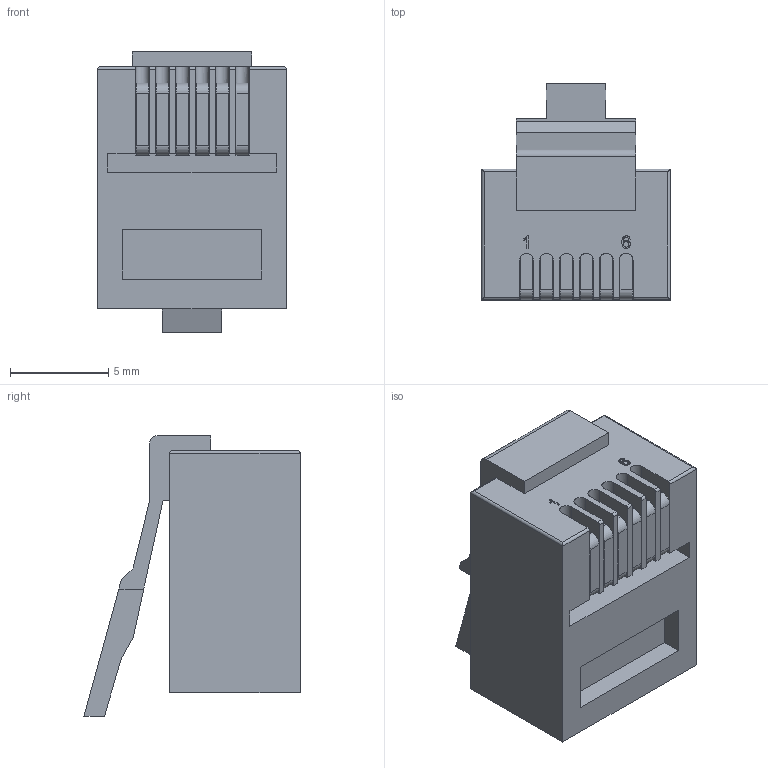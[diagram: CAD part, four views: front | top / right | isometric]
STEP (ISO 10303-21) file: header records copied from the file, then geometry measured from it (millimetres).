
FILE_DESCRIPTION (( 'STEP AP203' ), '1' );
FILE_NAME ('TSP3066.STEP', '2006-06-30T18:56:45', ( ' ' ), ( ' ' ), 'SwSTEP 2.0', 'SolidWorks 2005354', '' );
FILE_SCHEMA (( 'CONFIG_CONTROL_DESIGN' ));
Length unit declared in the file: inch
Products named in the file (1): TSP3066
Bounding box: 9.63 x 11.03 x 14.29 mm (x, y, z)
Volume: 706 mm3; surface area: 1047.2 mm2
Topology: 1 solids, 1 shells, 166 faces, 458 edges, 300 vertices
Faces by surface type: plane 117, cylinder 32, bspline 17
Entity records: 6661 total; most frequent: CARTESIAN_POINT 2416, ORIENTED_EDGE 916, DIRECTION 788, EDGE_CURVE 458, VECTOR 352, LINE 352, VERTEX_POINT 300, AXIS2_PLACEMENT_3D 218
